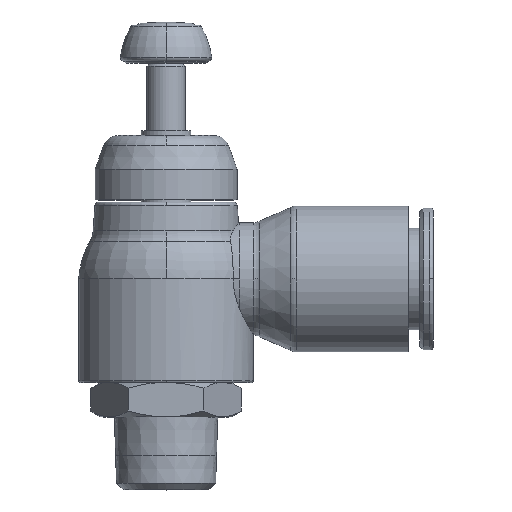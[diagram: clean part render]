
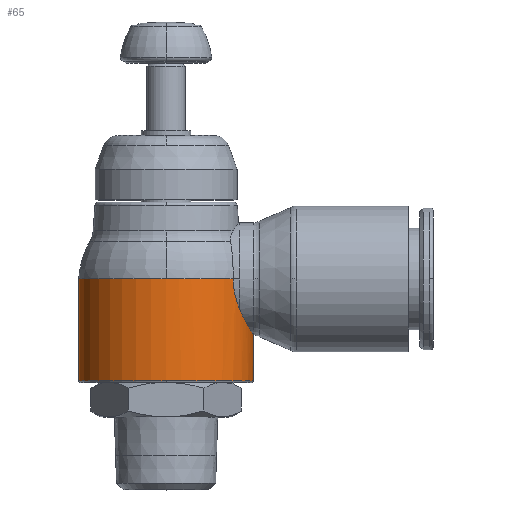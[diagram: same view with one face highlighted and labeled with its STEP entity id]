
A CAD part, top view. The second image highlights one B-rep face of the part: STEP entity #65.
In plain terms, the highlighted cylindrical face has radius 11.4 mm (diameter 22.801 mm), a partial arc.
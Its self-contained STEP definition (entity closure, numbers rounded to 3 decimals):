
#65=ADVANCED_FACE('',(#196),#197,.T.);
#196=FACE_OUTER_BOUND('',#431,.T.);
#197=CYLINDRICAL_SURFACE('',#432,11.4);
#431=EDGE_LOOP('',(#773,#774,#775,#776,#777,#778,#779,#780));
#432=AXIS2_PLACEMENT_3D('',#781,#782,#783);
#773=ORIENTED_EDGE('',*,*,#1577,.F.);
#774=ORIENTED_EDGE('',*,*,#1578,.T.);
#775=ORIENTED_EDGE('',*,*,#1542,.T.);
#776=ORIENTED_EDGE('',*,*,#1579,.F.);
#777=ORIENTED_EDGE('',*,*,#1580,.T.);
#778=ORIENTED_EDGE('',*,*,#1581,.T.);
#779=ORIENTED_EDGE('',*,*,#1574,.F.);
#780=ORIENTED_EDGE('',*,*,#1582,.F.);
#781=CARTESIAN_POINT('',(0.0,11.35,0.0));
#782=DIRECTION('',(0.0,1.0,0.0));
#783=DIRECTION('',(-1.0,0.0,0.0));
#1542=EDGE_CURVE('',#1840,#1846,#1848,.T.);
#1574=EDGE_CURVE('',#1907,#1910,#1911,.T.);
#1577=EDGE_CURVE('',#1915,#1916,#1917,.T.);
#1578=EDGE_CURVE('',#1915,#1840,#1918,.T.);
#1579=EDGE_CURVE('',#1919,#1846,#1920,.T.);
#1580=EDGE_CURVE('',#1919,#1921,#1922,.T.);
#1581=EDGE_CURVE('',#1921,#1910,#1923,.T.);
#1582=EDGE_CURVE('',#1916,#1907,#1924,.T.);
#1840=VERTEX_POINT('',#2299);
#1846=VERTEX_POINT('',#2305);
#1848=CIRCLE('',#2307,11.4);
#1907=VERTEX_POINT('',#2433);
#1910=VERTEX_POINT('',#2436);
#1911=CIRCLE('',#2437,11.4);
#1915=VERTEX_POINT('',#2452);
#1916=VERTEX_POINT('',#2453);
#1917=LINE('',#2454,#2455);
#1918=CIRCLE('',#2456,11.4);
#1919=VERTEX_POINT('',#2457);
#1920=LINE('',#2458,#2459);
#1921=VERTEX_POINT('',#2460);
#1922=B_SPLINE_CURVE_WITH_KNOTS('',3,(#2461,#2462,#2463,#2464,#2465,#2466,#2467,#2468,#2469,#2470,#2471,#2472,#2473,#2474,#2475,#2476,#2477,#2478,#2479,#2480,#2481,#2482,#2483,#2484,#2485,#2486),.UNSPECIFIED.,.F.,.F.,(4,2,2,2,2,2,2,2,2,2,2,2,4),(2.883,4.324,5.766,7.194,8.622,10.051,11.479,12.907,14.335,15.764,17.192,18.633,20.075),.UNSPECIFIED.);
#1923=B_SPLINE_CURVE_WITH_KNOTS('',3,(#2487,#2488,#2489,#2490,#2491,#2492,#2493,#2494,#2495,#2496,#2497,#2498,#2499,#2500,#2501,#2502,#2503,#2504,#2505,#2506,#2507,#2508,#2509,#2510,#2511,#2512,#2513,#2514,#2515,#2516,#2517,#2518,#2519,#2520,#2521,#2522,#2523,#2524,#2525,#2526,#2527,#2528,#2529,#2530,#2531,#2532,#2533,#2534,#2535,#2536,#2537,#2538,#2539,#2540),.UNSPECIFIED.,.F.,.F.,(4,2,2,2,2,2,2,2,2,2,2,2,2,2,2,2,2,2,2,2,2,2,2,2,2,2,4),(0.471,0.943,2.167,3.391,4.616,5.84,6.434,7.028,7.623,8.217,9.201,10.186,11.171,12.155,13.14,14.125,15.109,16.094,16.688,17.282,17.876,18.471,19.695,20.919,22.144,23.368,23.839),.UNSPECIFIED.);
#1924=CIRCLE('',#2541,11.4);
#2299=CARTESIAN_POINT('',(0.,4.7,11.4));
#2305=CARTESIAN_POINT('',(11.4,4.7,0.));
#2307=AXIS2_PLACEMENT_3D('',#3387,#3388,#3389);
#2433=CARTESIAN_POINT('',(0.,18.0,11.4));
#2436=CARTESIAN_POINT('',(8.762,18.0,7.294));
#2437=AXIS2_PLACEMENT_3D('',#3444,#3445,#3446);
#2452=CARTESIAN_POINT('',(-11.4,4.7,0.0));
#2453=CARTESIAN_POINT('',(-11.4,18.0,0.));
#2454=CARTESIAN_POINT('',(-11.4,11.35,0.));
#2455=VECTOR('',#3450,1.0);
#2456=AXIS2_PLACEMENT_3D('',#3451,#3452,#3453);
#2457=CARTESIAN_POINT('',(11.4,10.66,0.));
#2458=CARTESIAN_POINT('',(11.4,11.35,0.));
#2459=VECTOR('',#3454,1.0);
#2460=CARTESIAN_POINT('',(9.58,14.04,6.18));
#2461=CARTESIAN_POINT('',(9.177,15.15,-6.764));
#2462=CARTESIAN_POINT('',(9.316,14.702,-6.575));
#2463=CARTESIAN_POINT('',(9.478,14.276,-6.343));
#2464=CARTESIAN_POINT('',(9.814,13.49,-5.81));
#2465=CARTESIAN_POINT('',(9.987,13.129,-5.51));
#2466=CARTESIAN_POINT('',(10.312,12.493,-4.874));
#2467=CARTESIAN_POINT('',(10.477,12.193,-4.515));
#2468=CARTESIAN_POINT('',(10.782,11.659,-3.728));
#2469=CARTESIAN_POINT('',(10.922,11.426,-3.3));
#2470=CARTESIAN_POINT('',(11.155,11.046,-2.399));
#2471=CARTESIAN_POINT('',(11.247,10.9,-1.926));
#2472=CARTESIAN_POINT('',(11.37,10.707,-0.964));
#2473=CARTESIAN_POINT('',(11.4,10.66,-0.476));
#2474=CARTESIAN_POINT('',(11.4,10.66,0.476));
#2475=CARTESIAN_POINT('',(11.37,10.707,0.964));
#2476=CARTESIAN_POINT('',(11.247,10.9,1.926));
#2477=CARTESIAN_POINT('',(11.155,11.046,2.399));
#2478=CARTESIAN_POINT('',(10.922,11.426,3.3));
#2479=CARTESIAN_POINT('',(10.782,11.659,3.728));
#2480=CARTESIAN_POINT('',(10.477,12.193,4.515));
#2481=CARTESIAN_POINT('',(10.312,12.493,4.874));
#2482=CARTESIAN_POINT('',(9.987,13.129,5.51));
#2483=CARTESIAN_POINT('',(9.814,13.49,5.81));
#2484=CARTESIAN_POINT('',(9.478,14.276,6.343));
#2485=CARTESIAN_POINT('',(9.316,14.702,6.575));
#2486=CARTESIAN_POINT('',(9.177,15.15,6.764));
#2487=CARTESIAN_POINT('',(8.775,18.502,-7.278));
#2488=CARTESIAN_POINT('',(8.766,18.33,-7.289));
#2489=CARTESIAN_POINT('',(8.762,18.157,-7.294));
#2490=CARTESIAN_POINT('',(8.762,17.592,-7.294));
#2491=CARTESIAN_POINT('',(8.788,17.171,-7.262));
#2492=CARTESIAN_POINT('',(8.897,16.334,-7.129));
#2493=CARTESIAN_POINT('',(8.979,15.919,-7.027));
#2494=CARTESIAN_POINT('',(9.186,15.121,-6.754));
#2495=CARTESIAN_POINT('',(9.31,14.739,-6.584));
#2496=CARTESIAN_POINT('',(9.579,14.027,-6.187));
#2497=CARTESIAN_POINT('',(9.723,13.698,-5.959));
#2498=CARTESIAN_POINT('',(9.933,13.26,-5.597));
#2499=CARTESIAN_POINT('',(10.006,13.116,-5.466));
#2500=CARTESIAN_POINT('',(10.153,12.834,-5.187));
#2501=CARTESIAN_POINT('',(10.229,12.696,-5.037));
#2502=CARTESIAN_POINT('',(10.377,12.436,-4.725));
#2503=CARTESIAN_POINT('',(10.449,12.312,-4.562));
#2504=CARTESIAN_POINT('',(10.587,12.085,-4.233));
#2505=CARTESIAN_POINT('',(10.652,11.98,-4.065));
#2506=CARTESIAN_POINT('',(10.811,11.732,-3.63));
#2507=CARTESIAN_POINT('',(10.907,11.587,-3.334));
#2508=CARTESIAN_POINT('',(11.079,11.335,-2.708));
#2509=CARTESIAN_POINT('',(11.155,11.228,-2.379));
#2510=CARTESIAN_POINT('',(11.278,11.056,-1.703));
#2511=CARTESIAN_POINT('',(11.325,10.992,-1.357));
#2512=CARTESIAN_POINT('',(11.386,10.909,-0.67));
#2513=CARTESIAN_POINT('',(11.4,10.889,-0.328));
#2514=CARTESIAN_POINT('',(11.4,10.889,0.328));
#2515=CARTESIAN_POINT('',(11.386,10.909,0.67));
#2516=CARTESIAN_POINT('',(11.325,10.992,1.357));
#2517=CARTESIAN_POINT('',(11.278,11.056,1.703));
#2518=CARTESIAN_POINT('',(11.155,11.228,2.379));
#2519=CARTESIAN_POINT('',(11.079,11.335,2.708));
#2520=CARTESIAN_POINT('',(10.907,11.587,3.334));
#2521=CARTESIAN_POINT('',(10.811,11.732,3.63));
#2522=CARTESIAN_POINT('',(10.652,11.98,4.065));
#2523=CARTESIAN_POINT('',(10.587,12.085,4.233));
#2524=CARTESIAN_POINT('',(10.449,12.312,4.562));
#2525=CARTESIAN_POINT('',(10.377,12.436,4.725));
#2526=CARTESIAN_POINT('',(10.229,12.696,5.037));
#2527=CARTESIAN_POINT('',(10.153,12.834,5.187));
#2528=CARTESIAN_POINT('',(10.006,13.116,5.466));
#2529=CARTESIAN_POINT('',(9.933,13.26,5.597));
#2530=CARTESIAN_POINT('',(9.723,13.698,5.959));
#2531=CARTESIAN_POINT('',(9.579,14.027,6.187));
#2532=CARTESIAN_POINT('',(9.31,14.739,6.584));
#2533=CARTESIAN_POINT('',(9.186,15.121,6.754));
#2534=CARTESIAN_POINT('',(8.979,15.919,7.027));
#2535=CARTESIAN_POINT('',(8.897,16.334,7.129));
#2536=CARTESIAN_POINT('',(8.788,17.171,7.262));
#2537=CARTESIAN_POINT('',(8.762,17.592,7.294));
#2538=CARTESIAN_POINT('',(8.762,18.157,7.294));
#2539=CARTESIAN_POINT('',(8.766,18.33,7.289));
#2540=CARTESIAN_POINT('',(8.775,18.502,7.278));
#2541=AXIS2_PLACEMENT_3D('',#3455,#3456,#3457);
#3387=CARTESIAN_POINT('',(0.0,4.7,0.0));
#3388=DIRECTION('',(0.0,1.0,0.0));
#3389=DIRECTION('',(-1.0,0.0,0.0));
#3444=CARTESIAN_POINT('',(0.0,18.0,0.0));
#3445=DIRECTION('',(0.0,1.0,0.0));
#3446=DIRECTION('',(-1.0,0.0,0.0));
#3450=DIRECTION('',(0.0,1.0,0.0));
#3451=CARTESIAN_POINT('',(0.0,4.7,0.0));
#3452=DIRECTION('',(0.0,1.0,0.0));
#3453=DIRECTION('',(-1.0,0.0,0.0));
#3454=DIRECTION('',(-0.0,-1.0,-0.0));
#3455=CARTESIAN_POINT('',(0.0,18.0,0.0));
#3456=DIRECTION('',(0.0,1.0,0.0));
#3457=DIRECTION('',(-1.0,0.0,0.0));
